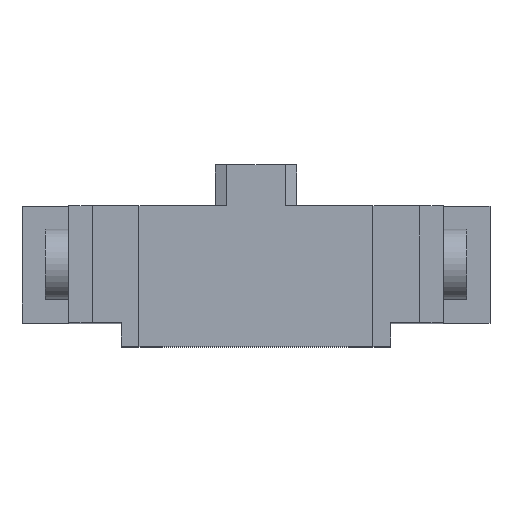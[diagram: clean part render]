
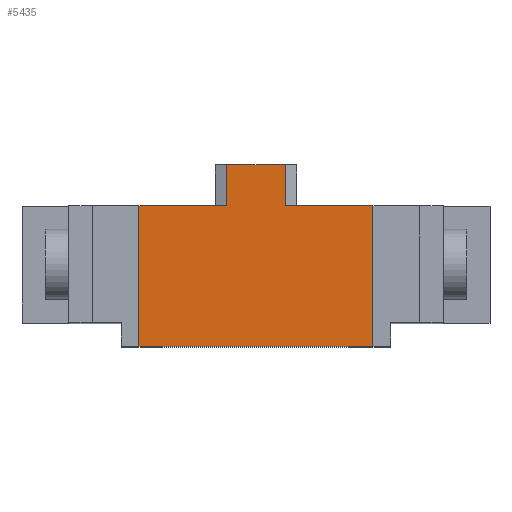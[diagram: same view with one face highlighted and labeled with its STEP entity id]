
A CAD part, top view. The second image highlights one B-rep face of the part: STEP entity #5435.
In plain terms, the highlighted planar face has unit normal (0, 0, 1).
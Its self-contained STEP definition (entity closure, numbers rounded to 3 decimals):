
#32 = PLANE('',#33);
#33 = AXIS2_PLACEMENT_3D('',#34,#35,#36);
#34 = CARTESIAN_POINT('',(-12.8,3.4,-20.));
#35 = DIRECTION('',(0.,1.,0.));
#36 = DIRECTION('',(0.,0.,1.));
#3893 = VERTEX_POINT('',#3894);
#3894 = CARTESIAN_POINT('',(2.,3.4,20.));
#3908 = PLANE('',#3909);
#3909 = AXIS2_PLACEMENT_3D('',#3910,#3911,#3912);
#3910 = CARTESIAN_POINT('',(2.,6.2,20.));
#3911 = DIRECTION('',(1.,0.,0.));
#3912 = DIRECTION('',(0.,-1.,0.));
#3920 = EDGE_CURVE('',#3921,#3893,#3923,.T.);
#3921 = VERTEX_POINT('',#3922);
#3922 = CARTESIAN_POINT('',(8.,3.4,20.));
#3923 = SURFACE_CURVE('',#3924,(#3928,#3935),.PCURVE_S1.);
#3924 = LINE('',#3925,#3926);
#3925 = CARTESIAN_POINT('',(12.8,3.4,20.));
#3926 = VECTOR('',#3927,1.);
#3927 = DIRECTION('',(-1.,0.,0.));
#3928 = PCURVE('',#32,#3929);
#3929 = DEFINITIONAL_REPRESENTATION('',(#3930),#3934);
#3930 = LINE('',#3931,#3932);
#3931 = CARTESIAN_POINT('',(40.,25.6));
#3932 = VECTOR('',#3933,1.);
#3933 = DIRECTION('',(0.,-1.));
#3934 = ( GEOMETRIC_REPRESENTATION_CONTEXT(2) 
PARAMETRIC_REPRESENTATION_CONTEXT() REPRESENTATION_CONTEXT('2D SPACE',''
  ) );
#3935 = PCURVE('',#3936,#3941);
#3936 = PLANE('',#3937);
#3937 = AXIS2_PLACEMENT_3D('',#3938,#3939,#3940);
#3938 = CARTESIAN_POINT('',(12.8,-4.6,20.));
#3939 = DIRECTION('',(0.,0.,-1.));
#3940 = DIRECTION('',(0.,1.,0.));
#3941 = DEFINITIONAL_REPRESENTATION('',(#3942),#3946);
#3942 = LINE('',#3943,#3944);
#3943 = CARTESIAN_POINT('',(8.,0.));
#3944 = VECTOR('',#3945,1.);
#3945 = DIRECTION('',(0.,-1.));
#3946 = ( GEOMETRIC_REPRESENTATION_CONTEXT(2) 
PARAMETRIC_REPRESENTATION_CONTEXT() REPRESENTATION_CONTEXT('2D SPACE',''
  ) );
#3964 = PLANE('',#3965);
#3965 = AXIS2_PLACEMENT_3D('',#3966,#3967,#3968);
#3966 = CARTESIAN_POINT('',(8.,3.4,19.6));
#3967 = DIRECTION('',(-1.,0.,0.));
#3968 = DIRECTION('',(-0.,0.,1.));
#5326 = PLANE('',#5327);
#5327 = AXIS2_PLACEMENT_3D('',#5328,#5329,#5330);
#5328 = CARTESIAN_POINT('',(0.,-6.2,12.));
#5329 = DIRECTION('',(0.,1.,0.));
#5330 = DIRECTION('',(1.,0.,0.));
#5391 = EDGE_CURVE('',#5392,#3921,#5394,.T.);
#5392 = VERTEX_POINT('',#5393);
#5393 = CARTESIAN_POINT('',(8.,-6.2,20.));
#5394 = SURFACE_CURVE('',#5395,(#5399,#5406),.PCURVE_S1.);
#5395 = LINE('',#5396,#5397);
#5396 = CARTESIAN_POINT('',(8.,-0.6,20.));
#5397 = VECTOR('',#5398,1.);
#5398 = DIRECTION('',(0.,1.,0.));
#5399 = PCURVE('',#3964,#5400);
#5400 = DEFINITIONAL_REPRESENTATION('',(#5401),#5405);
#5401 = LINE('',#5402,#5403);
#5402 = CARTESIAN_POINT('',(0.4,-4.));
#5403 = VECTOR('',#5404,1.);
#5404 = DIRECTION('',(0.,1.));
#5405 = ( GEOMETRIC_REPRESENTATION_CONTEXT(2) 
PARAMETRIC_REPRESENTATION_CONTEXT() REPRESENTATION_CONTEXT('2D SPACE',''
  ) );
#5406 = PCURVE('',#3936,#5407);
#5407 = DEFINITIONAL_REPRESENTATION('',(#5408),#5412);
#5408 = LINE('',#5409,#5410);
#5409 = CARTESIAN_POINT('',(4.,-4.8));
#5410 = VECTOR('',#5411,1.);
#5411 = DIRECTION('',(1.,0.));
#5412 = ( GEOMETRIC_REPRESENTATION_CONTEXT(2) 
PARAMETRIC_REPRESENTATION_CONTEXT() REPRESENTATION_CONTEXT('2D SPACE',''
  ) );
#5435 = ADVANCED_FACE('',(#5436),#3936,.F.);
#5436 = FACE_BOUND('',#5437,.F.);
#5437 = EDGE_LOOP('',(#5438,#5439,#5462,#5490,#5518,#5546,#5574,#5595));
#5438 = ORIENTED_EDGE('',*,*,#5391,.F.);
#5439 = ORIENTED_EDGE('',*,*,#5440,.F.);
#5440 = EDGE_CURVE('',#5441,#5392,#5443,.T.);
#5441 = VERTEX_POINT('',#5442);
#5442 = CARTESIAN_POINT('',(-8.,-6.2,20.));
#5443 = SURFACE_CURVE('',#5444,(#5448,#5455),.PCURVE_S1.);
#5444 = LINE('',#5445,#5446);
#5445 = CARTESIAN_POINT('',(-12.8,-6.2,20.));
#5446 = VECTOR('',#5447,1.);
#5447 = DIRECTION('',(1.,0.,0.));
#5448 = PCURVE('',#3936,#5449);
#5449 = DEFINITIONAL_REPRESENTATION('',(#5450),#5454);
#5450 = LINE('',#5451,#5452);
#5451 = CARTESIAN_POINT('',(-1.6,-25.6));
#5452 = VECTOR('',#5453,1.);
#5453 = DIRECTION('',(0.,1.));
#5454 = ( GEOMETRIC_REPRESENTATION_CONTEXT(2) 
PARAMETRIC_REPRESENTATION_CONTEXT() REPRESENTATION_CONTEXT('2D SPACE',''
  ) );
#5455 = PCURVE('',#5326,#5456);
#5456 = DEFINITIONAL_REPRESENTATION('',(#5457),#5461);
#5457 = LINE('',#5458,#5459);
#5458 = CARTESIAN_POINT('',(-12.8,-8.));
#5459 = VECTOR('',#5460,1.);
#5460 = DIRECTION('',(1.,0.));
#5461 = ( GEOMETRIC_REPRESENTATION_CONTEXT(2) 
PARAMETRIC_REPRESENTATION_CONTEXT() REPRESENTATION_CONTEXT('2D SPACE',''
  ) );
#5462 = ORIENTED_EDGE('',*,*,#5463,.T.);
#5463 = EDGE_CURVE('',#5441,#5464,#5466,.T.);
#5464 = VERTEX_POINT('',#5465);
#5465 = CARTESIAN_POINT('',(-8.,3.4,20.));
#5466 = SURFACE_CURVE('',#5467,(#5471,#5478),.PCURVE_S1.);
#5467 = LINE('',#5468,#5469);
#5468 = CARTESIAN_POINT('',(-8.,-0.6,20.));
#5469 = VECTOR('',#5470,1.);
#5470 = DIRECTION('',(0.,1.,0.));
#5471 = PCURVE('',#3936,#5472);
#5472 = DEFINITIONAL_REPRESENTATION('',(#5473),#5477);
#5473 = LINE('',#5474,#5475);
#5474 = CARTESIAN_POINT('',(4.,-20.8));
#5475 = VECTOR('',#5476,1.);
#5476 = DIRECTION('',(1.,0.));
#5477 = ( GEOMETRIC_REPRESENTATION_CONTEXT(2) 
PARAMETRIC_REPRESENTATION_CONTEXT() REPRESENTATION_CONTEXT('2D SPACE',''
  ) );
#5478 = PCURVE('',#5479,#5484);
#5479 = PLANE('',#5480);
#5480 = AXIS2_PLACEMENT_3D('',#5481,#5482,#5483);
#5481 = CARTESIAN_POINT('',(-8.,3.4,19.6));
#5482 = DIRECTION('',(-1.,0.,0.));
#5483 = DIRECTION('',(-0.,0.,1.));
#5484 = DEFINITIONAL_REPRESENTATION('',(#5485),#5489);
#5485 = LINE('',#5486,#5487);
#5486 = CARTESIAN_POINT('',(0.4,-4.));
#5487 = VECTOR('',#5488,1.);
#5488 = DIRECTION('',(0.,1.));
#5489 = ( GEOMETRIC_REPRESENTATION_CONTEXT(2) 
PARAMETRIC_REPRESENTATION_CONTEXT() REPRESENTATION_CONTEXT('2D SPACE',''
  ) );
#5490 = ORIENTED_EDGE('',*,*,#5491,.F.);
#5491 = EDGE_CURVE('',#5492,#5464,#5494,.T.);
#5492 = VERTEX_POINT('',#5493);
#5493 = CARTESIAN_POINT('',(-2.,3.4,20.));
#5494 = SURFACE_CURVE('',#5495,(#5499,#5506),.PCURVE_S1.);
#5495 = LINE('',#5496,#5497);
#5496 = CARTESIAN_POINT('',(12.8,3.4,20.));
#5497 = VECTOR('',#5498,1.);
#5498 = DIRECTION('',(-1.,0.,0.));
#5499 = PCURVE('',#3936,#5500);
#5500 = DEFINITIONAL_REPRESENTATION('',(#5501),#5505);
#5501 = LINE('',#5502,#5503);
#5502 = CARTESIAN_POINT('',(8.,0.));
#5503 = VECTOR('',#5504,1.);
#5504 = DIRECTION('',(0.,-1.));
#5505 = ( GEOMETRIC_REPRESENTATION_CONTEXT(2) 
PARAMETRIC_REPRESENTATION_CONTEXT() REPRESENTATION_CONTEXT('2D SPACE',''
  ) );
#5506 = PCURVE('',#5507,#5512);
#5507 = PLANE('',#5508);
#5508 = AXIS2_PLACEMENT_3D('',#5509,#5510,#5511);
#5509 = CARTESIAN_POINT('',(-12.8,3.4,-20.));
#5510 = DIRECTION('',(0.,1.,0.));
#5511 = DIRECTION('',(0.,0.,1.));
#5512 = DEFINITIONAL_REPRESENTATION('',(#5513),#5517);
#5513 = LINE('',#5514,#5515);
#5514 = CARTESIAN_POINT('',(40.,25.6));
#5515 = VECTOR('',#5516,1.);
#5516 = DIRECTION('',(0.,-1.));
#5517 = ( GEOMETRIC_REPRESENTATION_CONTEXT(2) 
PARAMETRIC_REPRESENTATION_CONTEXT() REPRESENTATION_CONTEXT('2D SPACE',''
  ) );
#5518 = ORIENTED_EDGE('',*,*,#5519,.T.);
#5519 = EDGE_CURVE('',#5492,#5520,#5522,.T.);
#5520 = VERTEX_POINT('',#5521);
#5521 = CARTESIAN_POINT('',(-2.,6.2,20.));
#5522 = SURFACE_CURVE('',#5523,(#5527,#5534),.PCURVE_S1.);
#5523 = LINE('',#5524,#5525);
#5524 = CARTESIAN_POINT('',(-2.,3.4,20.));
#5525 = VECTOR('',#5526,1.);
#5526 = DIRECTION('',(0.,1.,0.));
#5527 = PCURVE('',#3936,#5528);
#5528 = DEFINITIONAL_REPRESENTATION('',(#5529),#5533);
#5529 = LINE('',#5530,#5531);
#5530 = CARTESIAN_POINT('',(8.,-14.8));
#5531 = VECTOR('',#5532,1.);
#5532 = DIRECTION('',(1.,0.));
#5533 = ( GEOMETRIC_REPRESENTATION_CONTEXT(2) 
PARAMETRIC_REPRESENTATION_CONTEXT() REPRESENTATION_CONTEXT('2D SPACE',''
  ) );
#5534 = PCURVE('',#5535,#5540);
#5535 = PLANE('',#5536);
#5536 = AXIS2_PLACEMENT_3D('',#5537,#5538,#5539);
#5537 = CARTESIAN_POINT('',(-2.,3.4,20.));
#5538 = DIRECTION('',(-1.,0.,0.));
#5539 = DIRECTION('',(0.,1.,0.));
#5540 = DEFINITIONAL_REPRESENTATION('',(#5541),#5545);
#5541 = LINE('',#5542,#5543);
#5542 = CARTESIAN_POINT('',(0.,0.));
#5543 = VECTOR('',#5544,1.);
#5544 = DIRECTION('',(1.,0.));
#5545 = ( GEOMETRIC_REPRESENTATION_CONTEXT(2) 
PARAMETRIC_REPRESENTATION_CONTEXT() REPRESENTATION_CONTEXT('2D SPACE',''
  ) );
#5546 = ORIENTED_EDGE('',*,*,#5547,.T.);
#5547 = EDGE_CURVE('',#5520,#5548,#5550,.T.);
#5548 = VERTEX_POINT('',#5549);
#5549 = CARTESIAN_POINT('',(2.,6.2,20.));
#5550 = SURFACE_CURVE('',#5551,(#5555,#5562),.PCURVE_S1.);
#5551 = LINE('',#5552,#5553);
#5552 = CARTESIAN_POINT('',(-2.,6.2,20.));
#5553 = VECTOR('',#5554,1.);
#5554 = DIRECTION('',(1.,0.,0.));
#5555 = PCURVE('',#3936,#5556);
#5556 = DEFINITIONAL_REPRESENTATION('',(#5557),#5561);
#5557 = LINE('',#5558,#5559);
#5558 = CARTESIAN_POINT('',(10.8,-14.8));
#5559 = VECTOR('',#5560,1.);
#5560 = DIRECTION('',(0.,1.));
#5561 = ( GEOMETRIC_REPRESENTATION_CONTEXT(2) 
PARAMETRIC_REPRESENTATION_CONTEXT() REPRESENTATION_CONTEXT('2D SPACE',''
  ) );
#5562 = PCURVE('',#5563,#5568);
#5563 = PLANE('',#5564);
#5564 = AXIS2_PLACEMENT_3D('',#5565,#5566,#5567);
#5565 = CARTESIAN_POINT('',(-2.,6.2,20.));
#5566 = DIRECTION('',(0.,1.,0.));
#5567 = DIRECTION('',(1.,0.,0.));
#5568 = DEFINITIONAL_REPRESENTATION('',(#5569),#5573);
#5569 = LINE('',#5570,#5571);
#5570 = CARTESIAN_POINT('',(0.,0.));
#5571 = VECTOR('',#5572,1.);
#5572 = DIRECTION('',(1.,0.));
#5573 = ( GEOMETRIC_REPRESENTATION_CONTEXT(2) 
PARAMETRIC_REPRESENTATION_CONTEXT() REPRESENTATION_CONTEXT('2D SPACE',''
  ) );
#5574 = ORIENTED_EDGE('',*,*,#5575,.T.);
#5575 = EDGE_CURVE('',#5548,#3893,#5576,.T.);
#5576 = SURFACE_CURVE('',#5577,(#5581,#5588),.PCURVE_S1.);
#5577 = LINE('',#5578,#5579);
#5578 = CARTESIAN_POINT('',(2.,6.2,20.));
#5579 = VECTOR('',#5580,1.);
#5580 = DIRECTION('',(0.,-1.,0.));
#5581 = PCURVE('',#3936,#5582);
#5582 = DEFINITIONAL_REPRESENTATION('',(#5583),#5587);
#5583 = LINE('',#5584,#5585);
#5584 = CARTESIAN_POINT('',(10.8,-10.8));
#5585 = VECTOR('',#5586,1.);
#5586 = DIRECTION('',(-1.,0.));
#5587 = ( GEOMETRIC_REPRESENTATION_CONTEXT(2) 
PARAMETRIC_REPRESENTATION_CONTEXT() REPRESENTATION_CONTEXT('2D SPACE',''
  ) );
#5588 = PCURVE('',#3908,#5589);
#5589 = DEFINITIONAL_REPRESENTATION('',(#5590),#5594);
#5590 = LINE('',#5591,#5592);
#5591 = CARTESIAN_POINT('',(0.,0.));
#5592 = VECTOR('',#5593,1.);
#5593 = DIRECTION('',(1.,0.));
#5594 = ( GEOMETRIC_REPRESENTATION_CONTEXT(2) 
PARAMETRIC_REPRESENTATION_CONTEXT() REPRESENTATION_CONTEXT('2D SPACE',''
  ) );
#5595 = ORIENTED_EDGE('',*,*,#3920,.F.);
